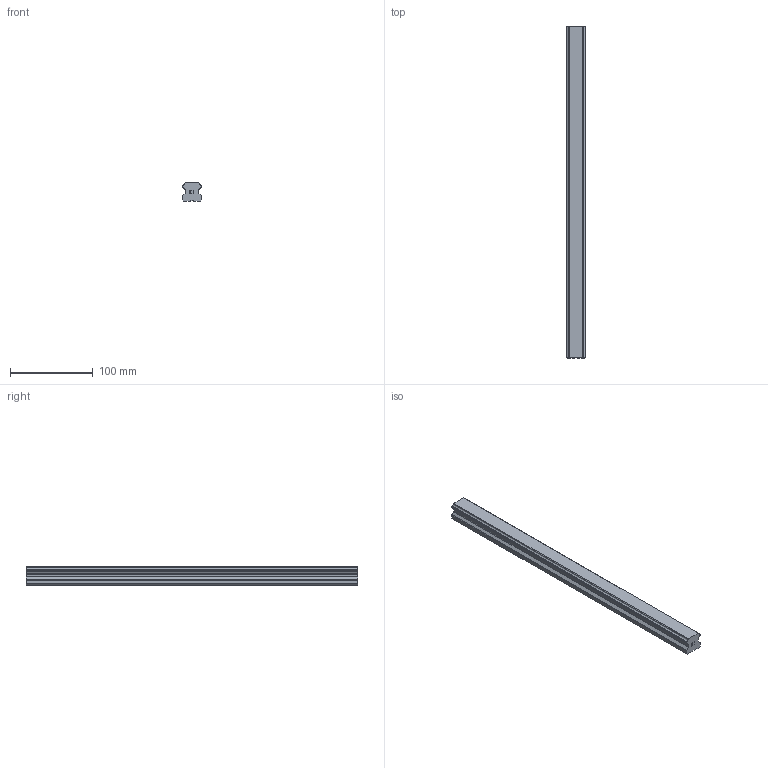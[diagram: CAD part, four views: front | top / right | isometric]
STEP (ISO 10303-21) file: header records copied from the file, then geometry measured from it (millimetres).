
FILE_DESCRIPTION(('STEP AP214'),'1');
FILE_NAME('cctmp_9FF9D8AD-268D-486D-8695-6A48F91F4895_2021_01_25_11_51_21_0431..stp','2021-01-25T10:51:21',('HIWIN GmbH'),('CADClick - www.CADClick.com'),'Spatial InterOp 3D',' ','unknown authorization');
FILE_SCHEMA(('AUTOMOTIVE_DESIGN'));
Length unit declared in the file: millimetre
Products named in the file (1): HGR25T400C_FILE
Bounding box: 23 x 400 x 22 mm (x, y, z)
Volume: 172855.9 mm3; surface area: 38796 mm2
Topology: 1 solids, 1 shells, 160 faces, 469 edges, 301 vertices
Faces by surface type: plane 110, cylinder 36, cone 14
Entity records: 6515 total; most frequent: CARTESIAN_POINT 917, ORIENTED_EDGE 910, DIRECTION 905, EDGE_CURVE 455, LINE 327, VECTOR 327, VERTEX_POINT 301, AXIS2_PLACEMENT_3D 289
